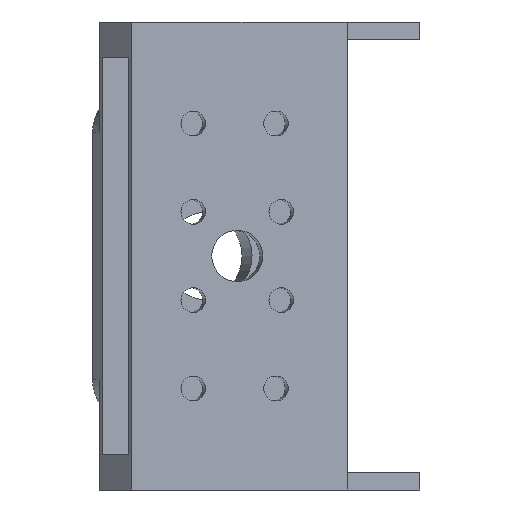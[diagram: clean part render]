
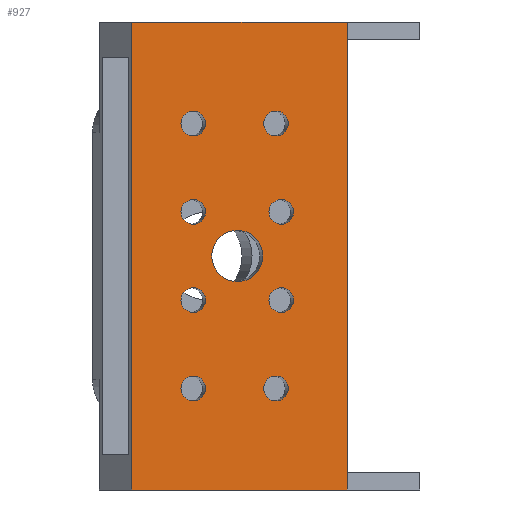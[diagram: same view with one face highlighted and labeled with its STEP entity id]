
A CAD part, front view. The second image highlights one B-rep face of the part: STEP entity #927.
In plain terms, the highlighted planar face has unit normal (0.087, -0.996, 0).
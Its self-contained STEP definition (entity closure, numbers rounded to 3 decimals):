
#31=FACE_BOUND('',#336,.T.);
#32=FACE_BOUND('',#337,.T.);
#33=FACE_BOUND('',#338,.T.);
#34=FACE_BOUND('',#339,.T.);
#35=FACE_BOUND('',#340,.T.);
#36=FACE_BOUND('',#341,.T.);
#37=FACE_BOUND('',#342,.T.);
#38=FACE_BOUND('',#343,.T.);
#39=FACE_BOUND('',#344,.T.);
#82=LINE('',#1371,#168);
#113=LINE('',#1436,#199);
#135=LINE('',#1517,#221);
#136=LINE('',#1519,#222);
#168=VECTOR('',#1100,10.);
#199=VECTOR('',#1155,10.);
#221=VECTOR('',#1245,10.);
#222=VECTOR('',#1248,10.);
#271=FACE_OUTER_BOUND('',#335,.T.);
#335=EDGE_LOOP('',(#789,#790,#791,#792));
#336=EDGE_LOOP('',(#793));
#337=EDGE_LOOP('',(#794));
#338=EDGE_LOOP('',(#795));
#339=EDGE_LOOP('',(#796));
#340=EDGE_LOOP('',(#797));
#341=EDGE_LOOP('',(#798));
#342=EDGE_LOOP('',(#799));
#343=EDGE_LOOP('',(#800));
#344=EDGE_LOOP('',(#801));
#386=CIRCLE('',#1002,1.4);
#387=CIRCLE('',#1004,1.4);
#388=CIRCLE('',#1006,2.9);
#389=CIRCLE('',#1008,1.4);
#390=CIRCLE('',#1010,1.4);
#391=CIRCLE('',#1012,1.4);
#392=CIRCLE('',#1014,1.4);
#393=CIRCLE('',#1016,1.4);
#394=CIRCLE('',#1018,1.4);
#428=VERTEX_POINT('',#1368);
#429=VERTEX_POINT('',#1370);
#450=VERTEX_POINT('',#1433);
#451=VERTEX_POINT('',#1435);
#468=VERTEX_POINT('',#1481);
#469=VERTEX_POINT('',#1485);
#470=VERTEX_POINT('',#1489);
#471=VERTEX_POINT('',#1493);
#472=VERTEX_POINT('',#1497);
#473=VERTEX_POINT('',#1501);
#474=VERTEX_POINT('',#1505);
#475=VERTEX_POINT('',#1509);
#476=VERTEX_POINT('',#1513);
#515=EDGE_CURVE('',#428,#429,#82,.T.);
#548=EDGE_CURVE('',#450,#451,#113,.T.);
#572=EDGE_CURVE('',#468,#468,#386,.T.);
#574=EDGE_CURVE('',#469,#469,#387,.T.);
#576=EDGE_CURVE('',#470,#470,#388,.T.);
#578=EDGE_CURVE('',#471,#471,#389,.T.);
#580=EDGE_CURVE('',#472,#472,#390,.T.);
#582=EDGE_CURVE('',#473,#473,#391,.T.);
#584=EDGE_CURVE('',#474,#474,#392,.T.);
#586=EDGE_CURVE('',#475,#475,#393,.T.);
#588=EDGE_CURVE('',#476,#476,#394,.T.);
#589=EDGE_CURVE('',#428,#451,#135,.T.);
#590=EDGE_CURVE('',#450,#429,#136,.T.);
#789=ORIENTED_EDGE('',*,*,#589,.T.);
#790=ORIENTED_EDGE('',*,*,#548,.F.);
#791=ORIENTED_EDGE('',*,*,#590,.T.);
#792=ORIENTED_EDGE('',*,*,#515,.F.);
#793=ORIENTED_EDGE('',*,*,#588,.F.);
#794=ORIENTED_EDGE('',*,*,#586,.F.);
#795=ORIENTED_EDGE('',*,*,#584,.F.);
#796=ORIENTED_EDGE('',*,*,#582,.F.);
#797=ORIENTED_EDGE('',*,*,#580,.F.);
#798=ORIENTED_EDGE('',*,*,#578,.F.);
#799=ORIENTED_EDGE('',*,*,#576,.F.);
#800=ORIENTED_EDGE('',*,*,#574,.F.);
#801=ORIENTED_EDGE('',*,*,#572,.F.);
#887=PLANE('',#1021);
#927=ADVANCED_FACE('',(#271,#31,#32,#33,#34,#35,#36,#37,#38,#39),#887,.F.);
#1002=AXIS2_PLACEMENT_3D('',#1483,#1201,#1202);
#1004=AXIS2_PLACEMENT_3D('',#1487,#1206,#1207);
#1006=AXIS2_PLACEMENT_3D('',#1491,#1211,#1212);
#1008=AXIS2_PLACEMENT_3D('',#1495,#1216,#1217);
#1010=AXIS2_PLACEMENT_3D('',#1499,#1221,#1222);
#1012=AXIS2_PLACEMENT_3D('',#1503,#1226,#1227);
#1014=AXIS2_PLACEMENT_3D('',#1507,#1231,#1232);
#1016=AXIS2_PLACEMENT_3D('',#1511,#1236,#1237);
#1018=AXIS2_PLACEMENT_3D('',#1515,#1241,#1242);
#1021=AXIS2_PLACEMENT_3D('',#1520,#1249,#1250);
#1100=DIRECTION('',(0.,0.,-1.));
#1155=DIRECTION('',(0.,0.,1.));
#1201=DIRECTION('center_axis',(0.087,-0.996,0.));
#1202=DIRECTION('ref_axis',(0.,0.,1.));
#1206=DIRECTION('center_axis',(0.087,-0.996,0.));
#1207=DIRECTION('ref_axis',(0.,0.,1.));
#1211=DIRECTION('center_axis',(0.087,-0.996,0.));
#1212=DIRECTION('ref_axis',(0.,0.,1.));
#1216=DIRECTION('center_axis',(0.087,-0.996,0.));
#1217=DIRECTION('ref_axis',(0.,0.,1.));
#1221=DIRECTION('center_axis',(0.087,-0.996,0.));
#1222=DIRECTION('ref_axis',(0.,0.,1.));
#1226=DIRECTION('center_axis',(0.087,-0.996,0.));
#1227=DIRECTION('ref_axis',(0.,0.,1.));
#1231=DIRECTION('center_axis',(0.087,-0.996,0.));
#1232=DIRECTION('ref_axis',(0.,0.,1.));
#1236=DIRECTION('center_axis',(0.087,-0.996,0.));
#1237=DIRECTION('ref_axis',(0.,0.,1.));
#1241=DIRECTION('center_axis',(0.087,-0.996,0.));
#1242=DIRECTION('ref_axis',(0.,0.,1.));
#1245=DIRECTION('',(-0.996,-0.087,0.));
#1248=DIRECTION('',(0.996,0.087,0.));
#1249=DIRECTION('center_axis',(-0.087,0.996,0.));
#1250=DIRECTION('ref_axis',(0.,0.,
1.));
#1368=CARTESIAN_POINT('',(-1.061,98.771,25.2));
#1370=CARTESIAN_POINT('',(-1.061,98.771,-27.8));
#1371=CARTESIAN_POINT('',(-1.061,98.771,25.2));
#1433=CARTESIAN_POINT('',(-25.467,96.636,-27.8));
#1435=CARTESIAN_POINT('',(-25.467,96.636,25.2));
#1436=CARTESIAN_POINT('',(-25.467,96.636,-27.8));
#1481=CARTESIAN_POINT('',(-8.532,98.118,-7.7));
#1483=CARTESIAN_POINT('Origin',(-8.532,98.118,-6.3));
#1485=CARTESIAN_POINT('',(-18.494,97.246,2.3));
#1487=CARTESIAN_POINT('Origin',(-18.494,97.246,3.7));
#1489=CARTESIAN_POINT('',(-13.513,97.682,-4.2));
#1491=CARTESIAN_POINT('Origin',(-13.513,97.682,-1.3));
#1493=CARTESIAN_POINT('',(-9.143,98.064,12.3));
#1495=CARTESIAN_POINT('Origin',(-9.143,98.064,13.7));
#1497=CARTESIAN_POINT('',(-9.143,98.064,-17.7));
#1499=CARTESIAN_POINT('Origin',(-9.143,98.064,-16.3));
#1501=CARTESIAN_POINT('',(-18.494,97.246,12.3));
#1503=CARTESIAN_POINT('Origin',(-18.494,97.246,13.7));
#1505=CARTESIAN_POINT('',(-18.494,97.246,-7.7));
#1507=CARTESIAN_POINT('Origin',(-18.494,97.246,-6.3));
#1509=CARTESIAN_POINT('',(-8.532,98.118,2.3));
#1511=CARTESIAN_POINT('Origin',(-8.532,98.118,3.7));
#1513=CARTESIAN_POINT('',(-18.494,97.246,-17.7));
#1515=CARTESIAN_POINT('Origin',(-18.494,97.246,-16.3));
#1517=CARTESIAN_POINT('',(-23.475,96.81,25.2));
#1519=CARTESIAN_POINT('',(-3.551,98.553,-27.8));
#1520=CARTESIAN_POINT('Origin',(-13.513,97.682,-1.3));
